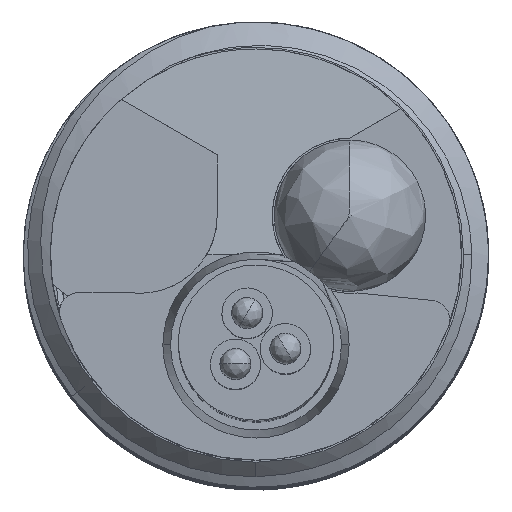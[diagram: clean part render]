
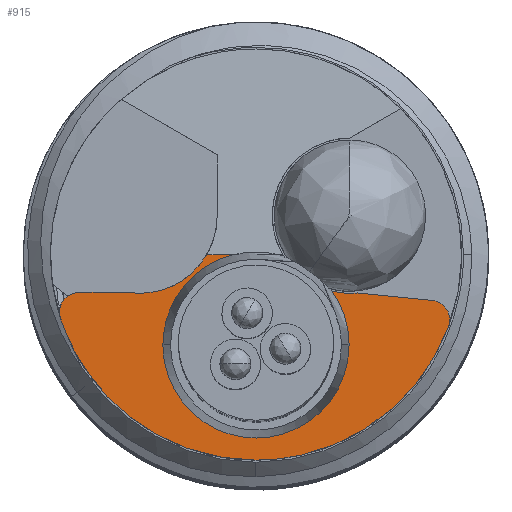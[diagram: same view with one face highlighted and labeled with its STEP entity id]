
A CAD part, top view. The second image highlights one B-rep face of the part: STEP entity #915.
In plain terms, the highlighted free-form (B-spline) face has degree [1, 1] with [2, 2] control points.
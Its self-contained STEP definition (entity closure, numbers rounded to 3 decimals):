
#135=CARTESIAN_POINT('',(0.,-5.3,48.77));
#136=VERTEX_POINT('',#135);
#142=CARTESIAN_POINT('',(-5.042,-1.633,48.77));
#143=VERTEX_POINT('',#142);
#144=CARTESIAN_POINT('',(0.,-5.3,48.77));
#145=CARTESIAN_POINT('',(-3.855,-5.3,48.77));
#146=CARTESIAN_POINT('',(-5.042,-1.633,48.77));
#147=(BOUNDED_CURVE()B_SPLINE_CURVE(2,(#144,#145,#146),.CIRCULAR_ARC.,.F.,.U.)B_SPLINE_CURVE_WITH_KNOTS((3,3),(0.,1.),.UNSPECIFIED.)CURVE()GEOMETRIC_REPRESENTATION_ITEM()RATIONAL_B_SPLINE_CURVE((1.,0.809,1.))REPRESENTATION_ITEM(''));
#148=EDGE_CURVE('',#136,#143,#147,.T.);
#188=CARTESIAN_POINT('',(-4.566,-0.979,48.77));
#189=VERTEX_POINT('',#188);
#190=CARTESIAN_POINT('',(-5.042,-1.633,48.77));
#191=CARTESIAN_POINT('',(-5.121,-1.391,48.77));
#192=CARTESIAN_POINT('',(-4.971,-1.185,48.77));
#193=CARTESIAN_POINT('',(-4.821,-0.979,48.77));
#194=CARTESIAN_POINT('',(-4.566,-0.979,48.77));
#195=(BOUNDED_CURVE()B_SPLINE_CURVE(2,(#190,#191,#192,#193,#194),.CIRCULAR_ARC.,.F.,.U.)B_SPLINE_CURVE_WITH_KNOTS((3,2,3),(0.,0.5,1.),.UNSPECIFIED.)CURVE()GEOMETRIC_REPRESENTATION_ITEM()RATIONAL_B_SPLINE_CURVE((1.,0.891,1.,0.891,1.))REPRESENTATION_ITEM(''));
#196=EDGE_CURVE('',#143,#189,#195,.T.);
#211=CARTESIAN_POINT('',(-3.289,-0.979,48.77));
#212=VERTEX_POINT('',#211);
#213=CARTESIAN_POINT('',(-4.566,-0.979,48.77));
#214=CARTESIAN_POINT('',(-3.289,-0.979,48.77));
#215=B_SPLINE_CURVE_WITH_KNOTS('',1,(#213,#214),.POLYLINE_FORM.,.F.,.U.,(2,2),(0.,1.),.UNSPECIFIED.);
#216=EDGE_CURVE('',#189,#212,#215,.T.);
#329=CARTESIAN_POINT('',(-1.268,0.,48.77));
#330=VERTEX_POINT('',#329);
#338=CARTESIAN_POINT('',(-0.575,0.,48.77));
#339=VERTEX_POINT('',#338);
#340=CARTESIAN_POINT('',(-1.268,0.,48.77));
#341=CARTESIAN_POINT('',(-0.575,0.,48.77));
#342=B_SPLINE_CURVE_WITH_KNOTS('',1,(#340,#341),.POLYLINE_FORM.,.F.,.U.,(2,2),(0.,1.),.UNSPECIFIED.);
#343=EDGE_CURVE('',#330,#339,#342,.T.);
#383=CARTESIAN_POINT('',(1.961,-0.947,48.77));
#384=VERTEX_POINT('',#383);
#435=CARTESIAN_POINT('',(-2.4,-2.33,48.77));
#436=VERTEX_POINT('',#435);
#437=CARTESIAN_POINT('',(-0.575,0.,48.77));
#438=CARTESIAN_POINT('',(-2.4,-0.451,48.77));
#439=CARTESIAN_POINT('',(-2.4,-2.33,48.77));
#440=(BOUNDED_CURVE()B_SPLINE_CURVE(2,(#437,#438,#439),.CIRCULAR_ARC.,.F.,.U.)B_SPLINE_CURVE_WITH_KNOTS((3,3),(0.,1.),.UNSPECIFIED.)CURVE()GEOMETRIC_REPRESENTATION_ITEM()RATIONAL_B_SPLINE_CURVE((1.,0.787,1.))REPRESENTATION_ITEM(''));
#441=EDGE_CURVE('',#339,#436,#440,.T.);
#460=CARTESIAN_POINT('',(2.4,-2.33,48.77));
#461=VERTEX_POINT('',#460);
#467=CARTESIAN_POINT('',(2.4,-2.33,48.77));
#468=CARTESIAN_POINT('',(2.4,-1.569,48.77));
#469=CARTESIAN_POINT('',(1.961,-0.947,48.77));
#470=(BOUNDED_CURVE()B_SPLINE_CURVE(2,(#467,#468,#469),.CIRCULAR_ARC.,.F.,.U.)B_SPLINE_CURVE_WITH_KNOTS((3,3),(0.,1.),.UNSPECIFIED.)CURVE()GEOMETRIC_REPRESENTATION_ITEM()RATIONAL_B_SPLINE_CURVE((1.,0.953,1.))REPRESENTATION_ITEM(''));
#471=EDGE_CURVE('',#461,#384,#470,.T.);
#805=CARTESIAN_POINT('',(4.964,-1.856,48.77));
#806=VERTEX_POINT('',#805);
#807=CARTESIAN_POINT('',(4.964,-1.856,48.77));
#808=CARTESIAN_POINT('',(3.677,-5.3,48.77));
#809=CARTESIAN_POINT('',(0.,-5.3,48.77));
#810=(BOUNDED_CURVE()B_SPLINE_CURVE(2,(#807,#808,#809),.CIRCULAR_ARC.,.F.,.U.)B_SPLINE_CURVE_WITH_KNOTS((3,3),(0.,1.),.UNSPECIFIED.)CURVE()GEOMETRIC_REPRESENTATION_ITEM()RATIONAL_B_SPLINE_CURVE((1.,0.822,1.))REPRESENTATION_ITEM(''));
#811=EDGE_CURVE('',#806,#136,#810,.T.);
#855=CARTESIAN_POINT('',(4.545,-1.184,48.77));
#856=VERTEX_POINT('',#855);
#862=CARTESIAN_POINT('',(4.545,-1.184,48.77));
#863=CARTESIAN_POINT('',(4.79,-1.208,48.77));
#864=CARTESIAN_POINT('',(4.92,-1.417,48.77));
#865=CARTESIAN_POINT('',(5.05,-1.626,48.77));
#866=CARTESIAN_POINT('',(4.964,-1.856,48.77));
#867=(BOUNDED_CURVE()B_SPLINE_CURVE(2,(#862,#863,#864,#865,#866),.CIRCULAR_ARC.,.F.,.U.)B_SPLINE_CURVE_WITH_KNOTS((3,2,3),(0.,0.5,1.),.UNSPECIFIED.)CURVE()GEOMETRIC_REPRESENTATION_ITEM()RATIONAL_B_SPLINE_CURVE((1.,0.897,1.,0.897,1.))REPRESENTATION_ITEM(''));
#868=EDGE_CURVE('',#856,#806,#867,.T.);
#873=CARTESIAN_POINT('',(-14.119,14.119,48.77));
#874=CARTESIAN_POINT('',(14.119,14.119,48.77));
#875=CARTESIAN_POINT('',(-14.119,-14.119,48.77));
#876=CARTESIAN_POINT('',(14.119,-14.119,48.77));
#877=B_SPLINE_SURFACE_WITH_KNOTS('',1,1,((#873,#874),(#875,#876)),.PLANE_SURF.,.F.,.F.,.U.,(2,2),(2,2),(0.,1.),(0.,1.),.UNSPECIFIED.);
#878=ORIENTED_EDGE('',*,*,#441,.F.);
#879=ORIENTED_EDGE('',*,*,#343,.F.);
#880=CARTESIAN_POINT('',(-1.268,0.,48.77));
#881=CARTESIAN_POINT('',(-1.947,-1.175,48.77));
#882=CARTESIAN_POINT('',(-3.289,-0.979,48.77));
#883=(BOUNDED_CURVE()B_SPLINE_CURVE(2,(#880,#881,#882),.CIRCULAR_ARC.,.F.,.U.)B_SPLINE_CURVE_WITH_KNOTS((3,3),(0.,1.),.UNSPECIFIED.)CURVE()GEOMETRIC_REPRESENTATION_ITEM()RATIONAL_B_SPLINE_CURVE((1.,0.827,1.))REPRESENTATION_ITEM(''));
#884=EDGE_CURVE('',#330,#212,#883,.T.);
#885=ORIENTED_EDGE('',*,*,#884,.T.);
#886=ORIENTED_EDGE('',*,*,#216,.F.);
#887=ORIENTED_EDGE('',*,*,#196,.F.);
#888=ORIENTED_EDGE('',*,*,#148,.F.);
#889=ORIENTED_EDGE('',*,*,#811,.F.);
#890=ORIENTED_EDGE('',*,*,#868,.F.);
#891=CARTESIAN_POINT('',(2.607,-0.991,48.77));
#892=VERTEX_POINT('',#891);
#893=CARTESIAN_POINT('',(4.545,-1.184,48.77));
#894=CARTESIAN_POINT('',(2.607,-0.991,48.77));
#895=B_SPLINE_CURVE_WITH_KNOTS('',1,(#893,#894),.POLYLINE_FORM.,.F.,.U.,(2,2),(0.,1.),.UNSPECIFIED.);
#896=EDGE_CURVE('',#856,#892,#895,.T.);
#897=ORIENTED_EDGE('',*,*,#896,.T.);
#898=CARTESIAN_POINT('',(2.607,-0.991,48.77));
#899=CARTESIAN_POINT('',(2.28,-1.022,48.77));
#900=CARTESIAN_POINT('',(1.961,-0.947,48.77));
#901=(BOUNDED_CURVE()B_SPLINE_CURVE(2,(#898,#899,#900),.CIRCULAR_ARC.,.F.,.U.)B_SPLINE_CURVE_WITH_KNOTS((3,3),(0.,1.),.UNSPECIFIED.)CURVE()GEOMETRIC_REPRESENTATION_ITEM()RATIONAL_B_SPLINE_CURVE((1.,0.987,1.))REPRESENTATION_ITEM(''));
#902=EDGE_CURVE('',#892,#384,#901,.T.);
#903=ORIENTED_EDGE('',*,*,#902,.T.);
#904=ORIENTED_EDGE('',*,*,#471,.F.);
#905=CARTESIAN_POINT('',(2.4,-2.33,48.77));
#906=CARTESIAN_POINT('',(2.4,-4.73,48.77));
#907=CARTESIAN_POINT('',(0.,-4.73,48.77));
#908=CARTESIAN_POINT('',(-2.4,-4.73,48.77));
#909=CARTESIAN_POINT('',(-2.4,-2.33,48.77));
#910=(BOUNDED_CURVE()B_SPLINE_CURVE(2,(#905,#906,#907,#908,#909),.CIRCULAR_ARC.,.F.,.U.)B_SPLINE_CURVE_WITH_KNOTS((3,2,3),(0.,0.5,1.),.UNSPECIFIED.)CURVE()GEOMETRIC_REPRESENTATION_ITEM()RATIONAL_B_SPLINE_CURVE((1.,0.707,1.,0.707,1.))REPRESENTATION_ITEM(''));
#911=EDGE_CURVE('',#461,#436,#910,.T.);
#912=ORIENTED_EDGE('',*,*,#911,.T.);
#913=EDGE_LOOP('',(#878,#879,#885,#886,#887,#888,#889,#890,#897,#903,#904,#912));
#914=FACE_OUTER_BOUND('',#913,.T.);
#915=ADVANCED_FACE('',(#914),#877,.T.);
